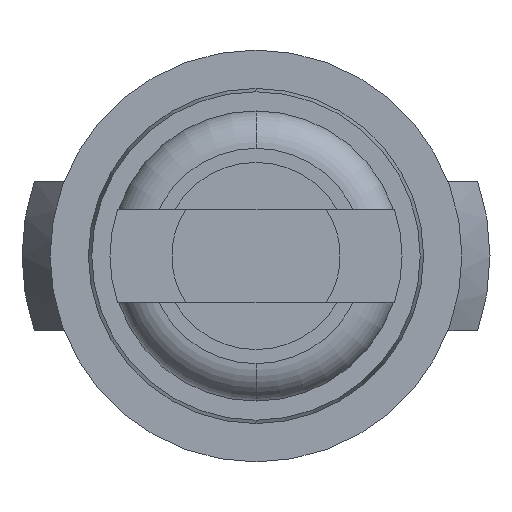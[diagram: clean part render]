
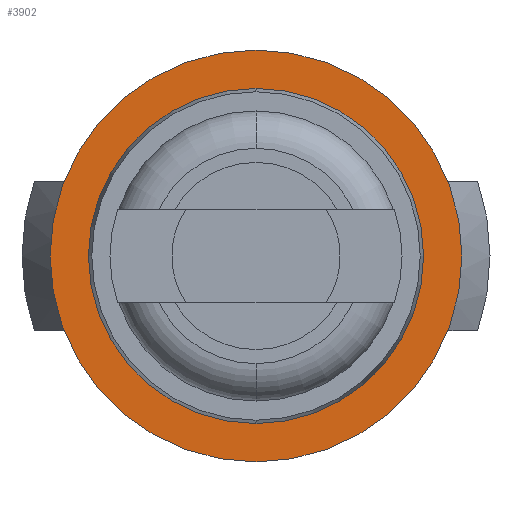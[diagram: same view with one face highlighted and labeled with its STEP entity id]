
A CAD part, front view. The second image highlights one B-rep face of the part: STEP entity #3902.
In plain terms, the highlighted planar face has unit normal (0, -1, 0).
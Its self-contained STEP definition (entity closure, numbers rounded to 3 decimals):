
#137 = CARTESIAN_POINT ( 'NONE',  ( 0., -27.5, 0. ) ) ;
#494 = PLANE ( 'NONE',  #3476 ) ;
#767 = DIRECTION ( 'NONE',  ( 0., 0., -1. ) ) ;
#885 = CARTESIAN_POINT ( 'NONE',  ( 0., -27.5, -0.895 ) ) ;
#1198 = CARTESIAN_POINT ( 'NONE',  ( 0., -27.5, 0. ) ) ;
#1406 = CIRCLE ( 'NONE', #3433, 0.895 ) ;
#2098 = CIRCLE ( 'NONE', #4558, 0.895 ) ;
#2381 = VERTEX_POINT ( 'NONE', #6684 ) ;
#2551 = ORIENTED_EDGE ( 'NONE', *, *, #4693, .F. ) ;
#2765 = VERTEX_POINT ( 'NONE', #885 ) ;
#2932 = DIRECTION ( 'NONE',  ( 0., 0., -1. ) ) ;
#3056 = ORIENTED_EDGE ( 'NONE', *, *, #8358, .T. ) ;
#3097 = EDGE_LOOP ( 'NONE', ( #2551, #8857 ) ) ;
#3433 = AXIS2_PLACEMENT_3D ( 'NONE', #5350, #11719, #767 ) ;
#3476 = AXIS2_PLACEMENT_3D ( 'NONE', #4281, #9003, #10962 ) ;
#3684 = FACE_OUTER_BOUND ( 'NONE', #8631, .T. ) ;
#3844 = DIRECTION ( 'NONE',  ( 0., 0., -1. ) ) ;
#3902 = ADVANCED_FACE ( 'Defeature ausgef�hrt1_3', ( #3684, #8025 ), #494, .T. ) ;
#4281 = CARTESIAN_POINT ( 'NONE',  ( 0.895, -27.5, 0. ) ) ;
#4558 = AXIS2_PLACEMENT_3D ( 'NONE', #4951, #6609, #2932 ) ;
#4693 = EDGE_CURVE ( 'Defeature ausgef�hrt1_2+Defeature ausgef�hrt1_3+Defeature ausgef�hrt1_3+Defeature ausgef�hrt1_3', #2765, #11849, #2098, .T. ) ;
#4828 = DIRECTION ( 'NONE',  ( 0., 0., -1. ) ) ;
#4951 = CARTESIAN_POINT ( 'NONE',  ( 0., -27.5, 0. ) ) ;
#5279 = VERTEX_POINT ( 'NONE', #11841 ) ;
#5350 = CARTESIAN_POINT ( 'NONE',  ( 0., -27.5, 0. ) ) ;
#5581 = CIRCLE ( 'NONE', #7676, 1.1 ) ;
#6609 = DIRECTION ( 'NONE',  ( 0., -1., 0. ) ) ;
#6621 = EDGE_CURVE ( 'Defeature ausgef�hrt1_3+Defeature ausgef�hrt1_4+Defeature ausgef�hrt1_4+Defeature ausgef�hrt1_4', #2381, #5279, #7132, .T. ) ;
#6684 = CARTESIAN_POINT ( 'NONE',  ( 0., -27.5, -1.1 ) ) ;
#7132 = CIRCLE ( 'NONE', #10381, 1.1 ) ;
#7676 = AXIS2_PLACEMENT_3D ( 'NONE', #1198, #8586, #4828 ) ;
#8025 = FACE_BOUND ( 'NONE', #3097, .T. ) ;
#8358 = EDGE_CURVE ( 'Defeature ausgef�hrt1_3+Defeature ausgef�hrt1_4+Defeature ausgef�hrt1_4+Defeature ausgef�hrt1_4', #5279, #2381, #5581, .T. ) ;
#8586 = DIRECTION ( 'NONE',  ( 0., -1., 0. ) ) ;
#8631 = EDGE_LOOP ( 'NONE', ( #10944, #3056 ) ) ;
#8857 = ORIENTED_EDGE ( 'NONE', *, *, #11794, .F. ) ;
#9003 = DIRECTION ( 'NONE',  ( 0., -1., 0. ) ) ;
#10381 = AXIS2_PLACEMENT_3D ( 'NONE', #137, #11176, #3844 ) ;
#10944 = ORIENTED_EDGE ( 'NONE', *, *, #6621, .T. ) ;
#10962 = DIRECTION ( 'NONE',  ( 0., 0., -1. ) ) ;
#10994 = CARTESIAN_POINT ( 'NONE',  ( 0., -27.5, 0.895 ) ) ;
#11176 = DIRECTION ( 'NONE',  ( 0., -1., 0. ) ) ;
#11719 = DIRECTION ( 'NONE',  ( 0., -1., 0. ) ) ;
#11794 = EDGE_CURVE ( 'Defeature ausgef�hrt1_2+Defeature ausgef�hrt1_3+Defeature ausgef�hrt1_3+Defeature ausgef�hrt1_3', #11849, #2765, #1406, .T. ) ;
#11841 = CARTESIAN_POINT ( 'NONE',  ( 0., -27.5, 1.1 ) ) ;
#11849 = VERTEX_POINT ( 'NONE', #10994 ) ;
